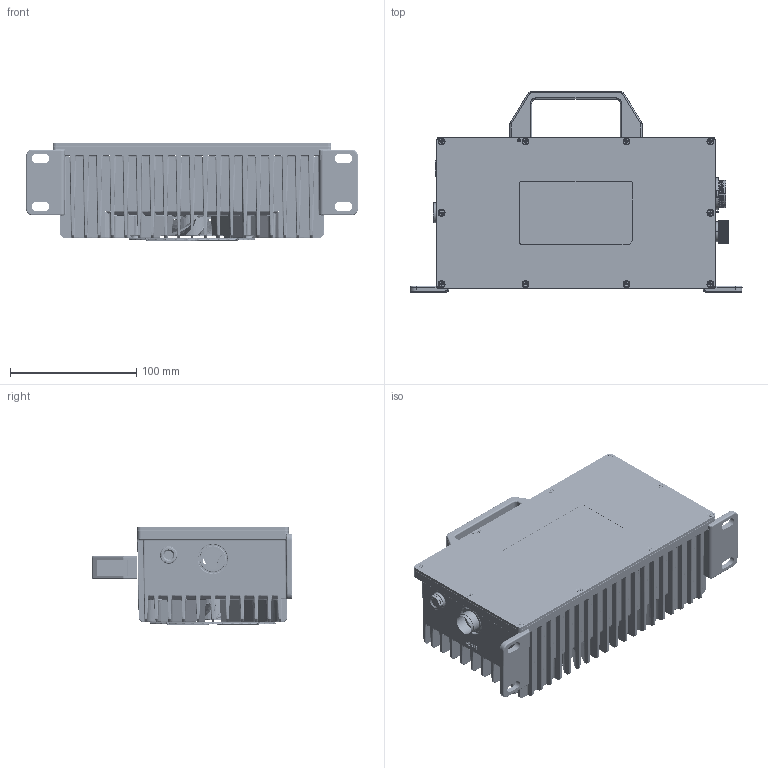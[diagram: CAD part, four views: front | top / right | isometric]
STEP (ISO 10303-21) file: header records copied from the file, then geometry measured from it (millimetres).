
FILE_DESCRIPTION (( 'STEP AP203' ), '1' );
FILE_NAME ('E Battery Charger 25A.STEP', '2024-02-28T12:15:47', ( '' ), ( '' ), 'SwSTEP 2.0', 'SolidWorks 2016', '' );
FILE_SCHEMA (( 'CONFIG_CONTROL_DESIGN' ));
Products named in the file (1): E Battery Charger 25A
Bounding box: 263 x 158.97 x 78.05 mm (x, y, z)
Surface area: 229334.9 mm2 (no closed solid volume)
Topology: 0 solids, 62 shells, 4696 faces, 13793 edges, 8583 vertices
Faces by surface type: cylinder 1738, bspline 1719, plane 964, cone 270, torus 5
Entity records: 250495 total; most frequent: CARTESIAN_POINT 151461, ORIENTED_EDGE 23629, DIRECTION 14328, EDGE_CURVE 13700, VERTEX_POINT 8581, B_SPLINE_CURVE_WITH_KNOTS 6129, AXIS2_PLACEMENT_3D 5280, EDGE_LOOP 4839
